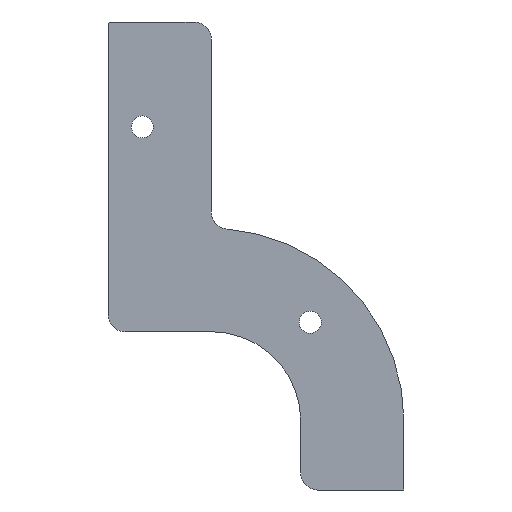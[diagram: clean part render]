
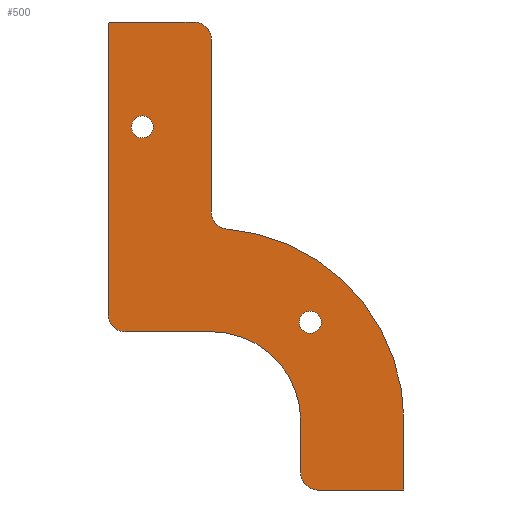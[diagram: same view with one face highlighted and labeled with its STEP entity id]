
A CAD part, left-side view. The second image highlights one B-rep face of the part: STEP entity #500.
In plain terms, the highlighted planar face has unit normal (-1, 0, 0).
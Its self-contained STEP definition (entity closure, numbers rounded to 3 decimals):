
#19=FACE_BOUND('',#72,.T.);
#20=FACE_BOUND('',#73,.T.);
#28=PLANE('',#553);
#45=FACE_OUTER_BOUND('',#71,.T.);
#71=EDGE_LOOP('',(#381,#382,#383,#384,#385,#386,#387,#388,#389,#390,#391,
#392,#393,#394));
#72=EDGE_LOOP('',(#395,#396));
#73=EDGE_LOOP('',(#397,#398));
#96=LINE('',#761,#141);
#111=LINE('',#815,#156);
#113=LINE('',#821,#158);
#114=LINE('',#825,#159);
#115=LINE('',#829,#160);
#116=LINE('',#831,#161);
#117=LINE('',#837,#162);
#141=VECTOR('',#601,12.5);
#156=VECTOR('',#654,12.);
#158=VECTOR('',#660,12.5);
#159=VECTOR('',#663,7.5);
#160=VECTOR('',#666,12.5);
#161=VECTOR('',#667,10.);
#162=VECTOR('',#672,25.103);
#192=CIRCLE('',#547,1.6);
#193=CIRCLE('',#548,1.6);
#195=CIRCLE('',#551,0.5);
#196=CIRCLE('',#554,2.5);
#197=CIRCLE('',#555,13.);
#198=CIRCLE('',#556,2.5);
#199=CIRCLE('',#557,28.);
#200=CIRCLE('',#558,2.5);
#201=CIRCLE('',#559,2.5);
#202=CIRCLE('',#560,1.6);
#203=CIRCLE('',#561,1.6);
#215=VERTEX_POINT('',#758);
#216=VERTEX_POINT('',#760);
#232=VERTEX_POINT('',#802);
#233=VERTEX_POINT('',#803);
#235=VERTEX_POINT('',#810);
#236=VERTEX_POINT('',#814);
#237=VERTEX_POINT('',#818);
#238=VERTEX_POINT('',#820);
#239=VERTEX_POINT('',#822);
#240=VERTEX_POINT('',#824);
#241=VERTEX_POINT('',#826);
#242=VERTEX_POINT('',#828);
#243=VERTEX_POINT('',#830);
#244=VERTEX_POINT('',#832);
#245=VERTEX_POINT('',#834);
#246=VERTEX_POINT('',#836);
#247=VERTEX_POINT('',#839);
#248=VERTEX_POINT('',#840);
#265=EDGE_CURVE('',#215,#216,#96,.T.);
#286=EDGE_CURVE('',#232,#233,#192,.T.);
#287=EDGE_CURVE('',#233,#232,#193,.T.);
#290=EDGE_CURVE('',#216,#235,#195,.T.);
#292=EDGE_CURVE('',#236,#235,#111,.T.);
#294=EDGE_CURVE('',#215,#237,#196,.F.);
#295=EDGE_CURVE('',#238,#237,#113,.T.);
#296=EDGE_CURVE('',#239,#238,#197,.T.);
#297=EDGE_CURVE('',#240,#239,#114,.T.);
#298=EDGE_CURVE('',#240,#241,#198,.T.);
#299=EDGE_CURVE('',#241,#242,#115,.T.);
#300=EDGE_CURVE('',#242,#243,#116,.F.);
#301=EDGE_CURVE('',#243,#244,#199,.T.);
#302=EDGE_CURVE('',#245,#244,#200,.T.);
#303=EDGE_CURVE('',#245,#246,#117,.T.);
#304=EDGE_CURVE('',#236,#246,#201,.T.);
#305=EDGE_CURVE('',#247,#248,#202,.T.);
#306=EDGE_CURVE('',#248,#247,#203,.T.);
#381=ORIENTED_EDGE('',*,*,#290,.F.);
#382=ORIENTED_EDGE('',*,*,#265,.F.);
#383=ORIENTED_EDGE('',*,*,#294,.T.);
#384=ORIENTED_EDGE('',*,*,#295,.F.);
#385=ORIENTED_EDGE('',*,*,#296,.F.);
#386=ORIENTED_EDGE('',*,*,#297,.F.);
#387=ORIENTED_EDGE('',*,*,#298,.T.);
#388=ORIENTED_EDGE('',*,*,#299,.T.);
#389=ORIENTED_EDGE('',*,*,#300,.T.);
#390=ORIENTED_EDGE('',*,*,#301,.T.);
#391=ORIENTED_EDGE('',*,*,#302,.F.);
#392=ORIENTED_EDGE('',*,*,#303,.T.);
#393=ORIENTED_EDGE('',*,*,#304,.F.);
#394=ORIENTED_EDGE('',*,*,#292,.T.);
#395=ORIENTED_EDGE('',*,*,#305,.T.);
#396=ORIENTED_EDGE('',*,*,#306,.T.);
#397=ORIENTED_EDGE('',*,*,#286,.T.);
#398=ORIENTED_EDGE('',*,*,#287,.T.);
#500=ADVANCED_FACE('',(#45,#19,#20),#28,.F.);
#547=AXIS2_PLACEMENT_3D('',#804,#640,#641);
#548=AXIS2_PLACEMENT_3D('',#805,#642,#643);
#551=AXIS2_PLACEMENT_3D('',#811,#649,#650);
#553=AXIS2_PLACEMENT_3D('',#817,#656,#657);
#554=AXIS2_PLACEMENT_3D('',#819,#658,#659);
#555=AXIS2_PLACEMENT_3D('',#823,#661,#662);
#556=AXIS2_PLACEMENT_3D('',#827,#664,#665);
#557=AXIS2_PLACEMENT_3D('',#833,#668,#669);
#558=AXIS2_PLACEMENT_3D('',#835,#670,#671);
#559=AXIS2_PLACEMENT_3D('',#838,#673,#674);
#560=AXIS2_PLACEMENT_3D('',#841,#675,#676);
#561=AXIS2_PLACEMENT_3D('',#842,#677,#678);
#601=DIRECTION('',(0.,0.,1.));
#640=DIRECTION('center_axis',(1.,0.,0.));
#641=DIRECTION('ref_axis',(0.,0.,1.));
#642=DIRECTION('center_axis',(1.,0.,0.));
#643=DIRECTION('ref_axis',(0.,0.,1.));
#649=DIRECTION('center_axis',(1.,0.,0.));
#650=DIRECTION('ref_axis',(0.,0.707,0.707));
#654=DIRECTION('',(0.,1.,0.));
#656=DIRECTION('center_axis',(1.,0.,0.));
#657=DIRECTION('ref_axis',(0.,1.,0.));
#658=DIRECTION('center_axis',(1.,0.,0.));
#659=DIRECTION('ref_axis',(0.,0.707,-0.707));
#660=DIRECTION('',(0.,1.,0.));
#661=DIRECTION('center_axis',(-1.,0.,0.));
#662=DIRECTION('ref_axis',(0.,-1.,0.));
#663=DIRECTION('',(0.,0.,1.));
#664=DIRECTION('center_axis',(-1.,0.,0.));
#665=DIRECTION('ref_axis',(0.,0.707,-0.707));
#666=DIRECTION('',(0.,-1.,0.));
#667=DIRECTION('',(0.,0.,-1.));
#668=DIRECTION('center_axis',(-1.,0.,0.));
#669=DIRECTION('ref_axis',(0.,-1.,0.));
#670=DIRECTION('center_axis',(-1.,0.,0.));
#671=DIRECTION('ref_axis',(0.,0.736,-0.678));
#672=DIRECTION('',(0.,0.,1.));
#673=DIRECTION('center_axis',(1.,0.,0.));
#674=DIRECTION('ref_axis',(0.,-0.707,0.707));
#675=DIRECTION('center_axis',(1.,0.,0.));
#676=DIRECTION('ref_axis',(0.,0.,1.));
#677=DIRECTION('center_axis',(1.,0.,0.));
#678=DIRECTION('ref_axis',(0.,0.,1.));
#758=CARTESIAN_POINT('',(-297.75,-192.25,377.5));
#760=CARTESIAN_POINT('',(-297.75,-192.25,419.5));
#761=CARTESIAN_POINT('',(-297.75,-192.25,392.5));
#802=CARTESIAN_POINT('',(-297.75,-197.25,406.35));
#803=CARTESIAN_POINT('',(-297.75,-197.25,403.15));
#804=CARTESIAN_POINT('Origin',(-297.75,-197.25,404.75));
#805=CARTESIAN_POINT('Origin',(-297.75,-197.25,404.75));
#810=CARTESIAN_POINT('',(-297.75,-192.75,420.));
#811=CARTESIAN_POINT('Origin',(-297.75,-192.75,419.5));
#814=CARTESIAN_POINT('',(-297.75,-204.75,420.));
#815=CARTESIAN_POINT('',(-297.75,-199.75,420.));
#817=CARTESIAN_POINT('Origin',(-297.75,-195.75,395.));
#818=CARTESIAN_POINT('',(-297.75,-194.75,375.));
#819=CARTESIAN_POINT('Origin',(-297.75,-194.75,377.5));
#820=CARTESIAN_POINT('',(-297.75,-207.25,375.));
#821=CARTESIAN_POINT('',(-297.75,-207.25,375.));
#822=CARTESIAN_POINT('',(-297.75,-220.25,362.));
#823=CARTESIAN_POINT('Origin',(-297.75,-207.25,362.));
#824=CARTESIAN_POINT('',(-297.75,-220.25,354.5));
#825=CARTESIAN_POINT('',(-297.75,-220.25,357.));
#826=CARTESIAN_POINT('',(-297.75,-222.75,352.));
#827=CARTESIAN_POINT('Origin',(-297.75,-222.75,354.5));
#828=CARTESIAN_POINT('',(-297.75,-235.25,352.));
#829=CARTESIAN_POINT('',(-297.75,-220.25,352.));
#830=CARTESIAN_POINT('',(-297.75,-235.25,362.));
#831=CARTESIAN_POINT('',(-297.75,-235.25,373.5));
#832=CARTESIAN_POINT('',(-297.75,-209.545,389.906));
#833=CARTESIAN_POINT('Origin',(-297.75,-207.25,362.));
#834=CARTESIAN_POINT('',(-297.75,-207.25,392.397));
#835=CARTESIAN_POINT('Origin',(-297.75,-209.75,392.397));
#836=CARTESIAN_POINT('',(-297.75,-207.25,417.5));
#837=CARTESIAN_POINT('',(-297.75,-207.25,405.));
#838=CARTESIAN_POINT('Origin',(-297.75,-204.75,417.5));
#839=CARTESIAN_POINT('',(-297.75,-221.625,377.975));
#840=CARTESIAN_POINT('',(-297.75,-221.625,374.775));
#841=CARTESIAN_POINT('Origin',(-297.75,-221.625,376.375));
#842=CARTESIAN_POINT('Origin',(-297.75,-221.625,376.375));
